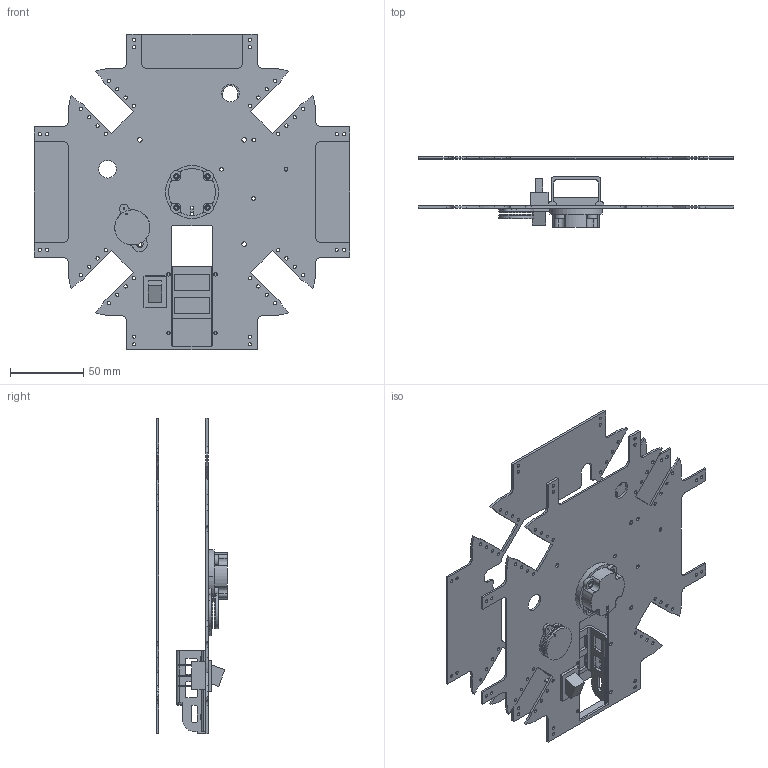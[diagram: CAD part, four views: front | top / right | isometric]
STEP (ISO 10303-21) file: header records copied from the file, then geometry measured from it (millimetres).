
FILE_DESCRIPTION((''),'2;1');
FILE_NAME('BODY_ASSY_ASM','2019-06-17T',('GhengisDhon_2'),(''),'PRO/ENGINEER BY PARAMETRIC TECHNOLOGY CORPORATION, 2009440','PRO/ENGINEER BY PARAMETRIC TECHNOLOGY CORPORATION, 2009440','');
FILE_SCHEMA(('CONFIG_CONTROL_DESIGN'));
Products named in the file (11): PLATE_BASE2_TOP; PLATE_BASE2_BOTTOM; SWITCH_ROCKER; BODY_BRACKET_BATTERY; BODY_MOTOR_MOUNT_COVER; BODY_COVER_MOTOR; BODY_CAP_BB_RING; CAP_BB_RING_VELCRO; CAP_BB_VELCRO; BODY_CAP_BB; BODY_ASSY_ASM
Assembly tree (10 placements, depth 2):
  BODY_ASSY_ASM
    PLATE_BASE2_TOP
    PLATE_BASE2_BOTTOM
    SWITCH_ROCKER
    BODY_BRACKET_BATTERY
    BODY_MOTOR_MOUNT_COVER
    BODY_COVER_MOTOR
    BODY_CAP_BB_RING
    CAP_BB_RING_VELCRO
    CAP_BB_VELCRO
    BODY_CAP_BB
Bounding box: 215 x 48.05 x 215 mm (x, y, z)
Volume: 83374.9 mm3; surface area: 112897.9 mm2
Topology: 10 solids, 10 shells, 709 faces, 2052 edges, 1362 vertices
Faces by surface type: cylinder 458, plane 247, torus 2, cone 2
Entity records: 24642 total; most frequent: DIRECTION 4428, CARTESIAN_POINT 4212, ORIENTED_EDGE 4104, EDGE_CURVE 2052, AXIS2_PLACEMENT_3D 1660, VERTEX_POINT 1362, VECTOR 1108, LINE 1108
